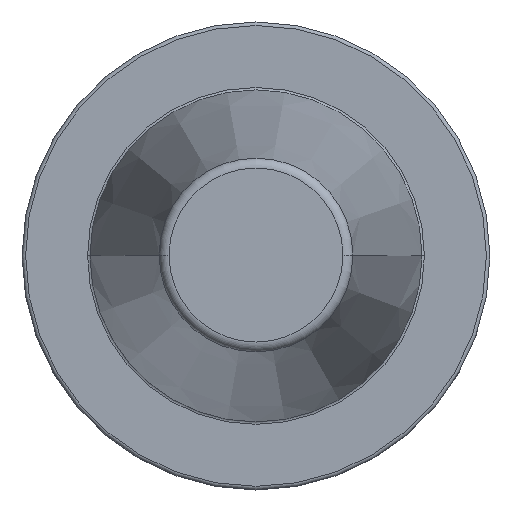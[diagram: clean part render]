
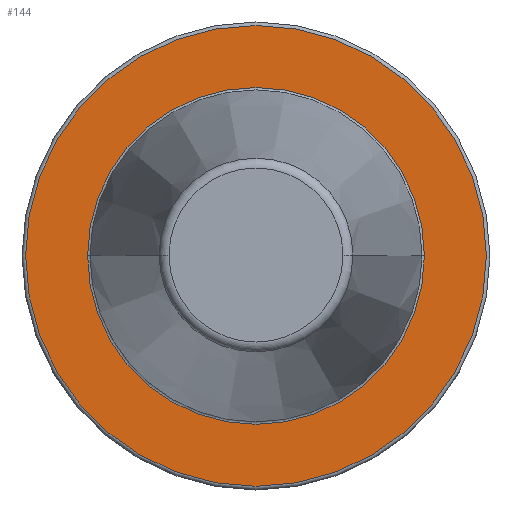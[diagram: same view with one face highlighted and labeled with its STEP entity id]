
A CAD part, top view. The second image highlights one B-rep face of the part: STEP entity #144.
In plain terms, the highlighted planar face has unit normal (0, 0, 1).
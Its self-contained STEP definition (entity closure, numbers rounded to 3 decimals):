
#144=ADVANCED_FACE('',(#174,#175),#163,.F.);
#163=PLANE('',#586);
#174=FACE_BOUND('',#199,.T.);
#175=FACE_BOUND('',#200,.T.);
#199=EDGE_LOOP('',(#289));
#200=EDGE_LOOP('',(#290,#291));
#289=ORIENTED_EDGE('',*,*,#433,.T.);
#290=ORIENTED_EDGE('',*,*,#390,.T.);
#291=ORIENTED_EDGE('',*,*,#392,.T.);
#349=VERTEX_POINT('',#817);
#352=VERTEX_POINT('',#822);
#378=VERTEX_POINT('',#910);
#390=EDGE_CURVE('',#349,#352,#455,.T.);
#392=EDGE_CURVE('',#352,#349,#457,.T.);
#433=EDGE_CURVE('',#378,#378,#485,.T.);
#455=CIRCLE('',#537,35.425);
#457=CIRCLE('',#540,35.425);
#485=CIRCLE('',#585,48.46);
#537=AXIS2_PLACEMENT_3D('',#823,#635,#636);
#540=AXIS2_PLACEMENT_3D('',#826,#641,#642);
#585=AXIS2_PLACEMENT_3D('',#909,#744,#745);
#586=AXIS2_PLACEMENT_3D('',#911,#746,#747);
#635=DIRECTION('',(0.,0.,-1.));
#636=DIRECTION('',(-1.,0.,0.));
#641=DIRECTION('',(0.,0.,-1.));
#642=DIRECTION('',(-1.,0.,0.));
#744=DIRECTION('',(0.,0.,1.));
#745=DIRECTION('',(-1.,0.,0.));
#746=DIRECTION('',(0.,0.,-1.));
#747=DIRECTION('',(1.,0.,0.));
#817=CARTESIAN_POINT('',(-35.425,0.,-3.2));
#822=CARTESIAN_POINT('',(35.425,0.,-3.2));
#823=CARTESIAN_POINT('',(0.,0.,-3.2));
#826=CARTESIAN_POINT('',(0.,0.,-3.2));
#909=CARTESIAN_POINT('',(0.,0.,-3.2));
#910=CARTESIAN_POINT('',(-48.46,0.,-3.2));
#911=CARTESIAN_POINT('',(0.,35.425,-3.2));
